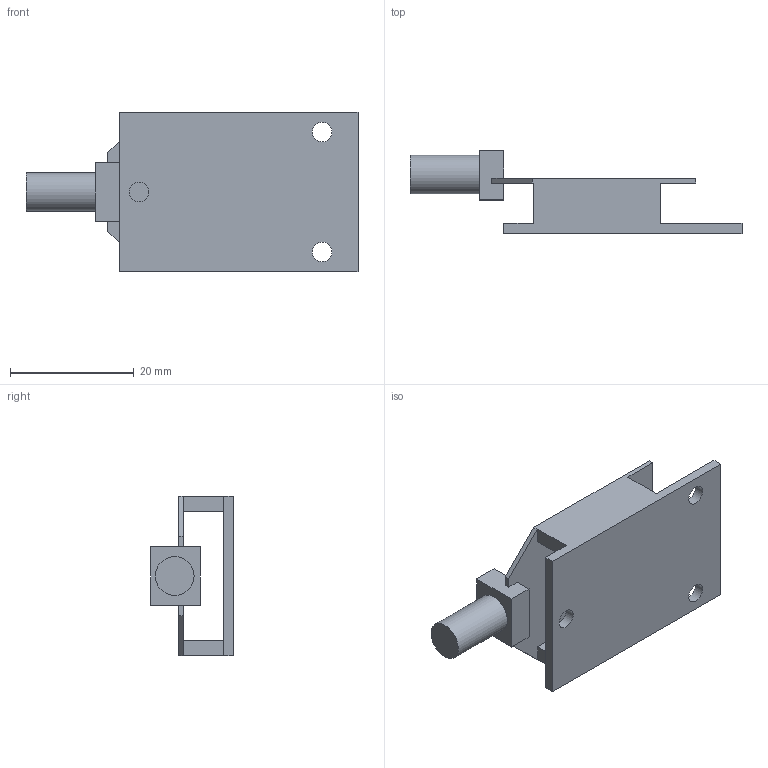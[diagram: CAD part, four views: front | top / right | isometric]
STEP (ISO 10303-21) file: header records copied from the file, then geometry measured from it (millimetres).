
FILE_DESCRIPTION(/* description */ (''),/* implementation_level */ '2;1');
FILE_NAME(/* name */ 'XBee.stp',/* time_stamp */ '2019-05-06T13:02:18-04:00',/* author */ ('pcdan'),/* organization */ (''),/* preprocessor_version */ 'ST-DEVELOPER v17.2',/* originating_system */ 'Autodesk Inventor 2019',/* authorisation */ '');
FILE_SCHEMA (('AUTOMOTIVE_DESIGN { 1 0 10303 214 3 1 1 }'));
Length unit declared in the file: millimetre
Products named in the file (1): XBee
Bounding box: 53.7 x 13.4 x 25.8 mm (x, y, z)
Volume: 3499.7 mm3; surface area: 4747.2 mm2
Topology: 1 solids, 1 shells, 31 faces, 93 edges, 63 vertices
Faces by surface type: plane 27, cylinder 4
Full cylindrical faces by diameter (mm): 3.175 x3, 6.25 x1
Entity records: 1166 total; most frequent: CARTESIAN_POINT 188, ORIENTED_EDGE 186, DIRECTION 168, EDGE_CURVE 93, LINE 82, VECTOR 82, VERTEX_POINT 63, AXIS2_PLACEMENT_3D 43
